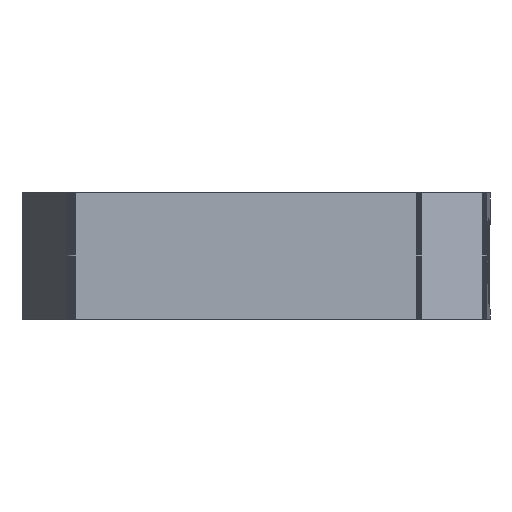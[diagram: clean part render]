
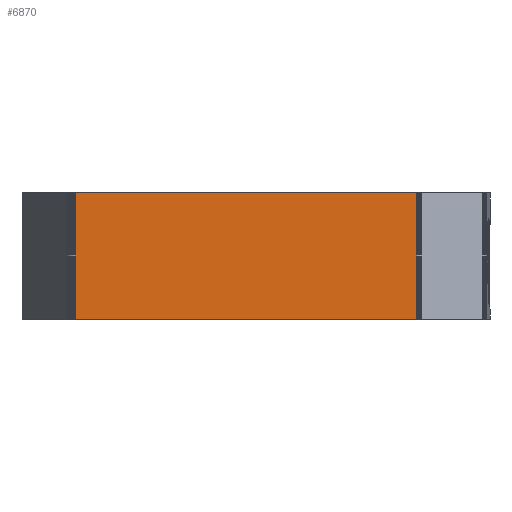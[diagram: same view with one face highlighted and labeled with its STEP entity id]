
A CAD part, left-side view. The second image highlights one B-rep face of the part: STEP entity #6870.
In plain terms, the highlighted free-form (B-spline) face has degree [1, 1] with [2, 2] control points.
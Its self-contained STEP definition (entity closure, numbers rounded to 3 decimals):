
#70 = B_SPLINE_SURFACE_WITH_KNOTS('',1,1,(
    (#71,#72)
    ,(#73,#74
    )),.UNSPECIFIED.,.F.,.F.,.F.,(2,2),(2,2),(-1372.667,
    1361.388),(-729.192,729.863),
  .PIECEWISE_BEZIER_KNOTS.);
#71 = CARTESIAN_POINT('',(90.158,18.427,
    15.));
#72 = CARTESIAN_POINT('',(90.158,55.487,
    15.));
#73 = CARTESIAN_POINT('',(20.713,18.427,
    15.));
#74 = CARTESIAN_POINT('',(20.713,55.487,
    15.));
#123 = B_SPLINE_SURFACE_WITH_KNOTS('',1,1,(
    (#124,#125)
    ,(#126,#127
    )),.UNSPECIFIED.,.F.,.F.,.F.,(2,2),(2,2),(-1372.667,
    1361.388),(-729.192,729.863),
  .PIECEWISE_BEZIER_KNOTS.);
#124 = CARTESIAN_POINT('',(90.158,18.427,5.
    ));
#125 = CARTESIAN_POINT('',(90.158,55.487,5.
    ));
#126 = CARTESIAN_POINT('',(20.713,18.427,5.
    ));
#127 = CARTESIAN_POINT('',(20.713,55.487,5.
    ));
#472 = VERTEX_POINT('',#473);
#473 = CARTESIAN_POINT('',(20.713,24.24,5.
    ));
#486 = B_SPLINE_SURFACE_WITH_KNOTS('',1,1,(
    (#487,#488)
    ,(#489,#490
    )),.UNSPECIFIED.,.F.,.F.,.F.,(2,2),(2,2),(0.,1.938),(
    -196.85,0.),.PIECEWISE_BEZIER_KNOTS.);
#487 = CARTESIAN_POINT('',(20.715,24.19,
    15.));
#488 = CARTESIAN_POINT('',(20.715,24.19,5.)
  );
#489 = CARTESIAN_POINT('',(20.713,24.24,
    15.));
#490 = CARTESIAN_POINT('',(20.713,24.24,5.
    ));
#498 = EDGE_CURVE('',#472,#499,#501,.T.);
#499 = VERTEX_POINT('',#500);
#500 = CARTESIAN_POINT('',(20.713,51.257,5.
    ));
#501 = SURFACE_CURVE('',#502,(#505,#512),.PCURVE_S1.);
#502 = B_SPLINE_CURVE_WITH_KNOTS('',1,(#503,#504),.UNSPECIFIED.,.F.,.F.,
  (2,2),(0.,1063.657),.PIECEWISE_BEZIER_KNOTS.);
#503 = CARTESIAN_POINT('',(20.713,24.24,5.
    ));
#504 = CARTESIAN_POINT('',(20.713,51.257,5.
    ));
#505 = PCURVE('',#123,#506);
#506 = DEFINITIONAL_REPRESENTATION('',(#507),#511);
#507 = B_SPLINE_CURVE_WITH_KNOTS('',2,(#508,#509,#510),.UNSPECIFIED.,.F.
  ,.F.,(3,3),(0.,1063.657),.PIECEWISE_BEZIER_KNOTS.);
#508 = CARTESIAN_POINT('',(1361.388,-500.353));
#509 = CARTESIAN_POINT('',(1361.388,31.475));
#510 = CARTESIAN_POINT('',(1361.388,563.304));
#511 = ( GEOMETRIC_REPRESENTATION_CONTEXT(2) 
PARAMETRIC_REPRESENTATION_CONTEXT() REPRESENTATION_CONTEXT('2D SPACE',''
  ) );
#512 = PCURVE('',#513,#518);
#513 = B_SPLINE_SURFACE_WITH_KNOTS('',1,1,(
    (#514,#515)
    ,(#516,#517
    )),.UNSPECIFIED.,.F.,.F.,.F.,(2,2),(2,2),(0.,1063.657),(
    -196.85,0.),.PIECEWISE_BEZIER_KNOTS.);
#514 = CARTESIAN_POINT('',(20.713,24.24,
    15.));
#515 = CARTESIAN_POINT('',(20.713,24.24,5.
    ));
#516 = CARTESIAN_POINT('',(20.713,51.257,
    15.));
#517 = CARTESIAN_POINT('',(20.713,51.257,5.
    ));
#518 = DEFINITIONAL_REPRESENTATION('',(#519),#523);
#519 = B_SPLINE_CURVE_WITH_KNOTS('',2,(#520,#521,#522),.UNSPECIFIED.,.F.
  ,.F.,(3,3),(0.,1063.657),.PIECEWISE_BEZIER_KNOTS.);
#520 = CARTESIAN_POINT('',(0.,0.));
#521 = CARTESIAN_POINT('',(531.828,0.));
#522 = CARTESIAN_POINT('',(1063.657,0.));
#523 = ( GEOMETRIC_REPRESENTATION_CONTEXT(2) 
PARAMETRIC_REPRESENTATION_CONTEXT() REPRESENTATION_CONTEXT('2D SPACE',''
  ) );
#540 = B_SPLINE_SURFACE_WITH_KNOTS('',1,1,(
    (#541,#542)
    ,(#543,#544
    )),.UNSPECIFIED.,.F.,.F.,.F.,(2,2),(2,2),(0.,1.973),(
    -196.85,0.),.PIECEWISE_BEZIER_KNOTS.);
#541 = CARTESIAN_POINT('',(20.713,51.257,
    15.));
#542 = CARTESIAN_POINT('',(20.713,51.257,5.
    ));
#543 = CARTESIAN_POINT('',(20.715,51.307,
    15.));
#544 = CARTESIAN_POINT('',(20.715,51.307,5.
    ));
#3324 = VERTEX_POINT('',#3325);
#3325 = CARTESIAN_POINT('',(20.713,24.24,
    15.));
#3345 = EDGE_CURVE('',#3324,#3346,#3348,.T.);
#3346 = VERTEX_POINT('',#3347);
#3347 = CARTESIAN_POINT('',(20.713,51.257,
    15.));
#3348 = SURFACE_CURVE('',#3349,(#3352,#3359),.PCURVE_S1.);
#3349 = B_SPLINE_CURVE_WITH_KNOTS('',1,(#3350,#3351),.UNSPECIFIED.,.F.,
  .F.,(2,2),(0.,1063.657),.PIECEWISE_BEZIER_KNOTS.);
#3350 = CARTESIAN_POINT('',(20.713,24.24,
    15.));
#3351 = CARTESIAN_POINT('',(20.713,51.257,
    15.));
#3352 = PCURVE('',#70,#3353);
#3353 = DEFINITIONAL_REPRESENTATION('',(#3354),#3358);
#3354 = B_SPLINE_CURVE_WITH_KNOTS('',2,(#3355,#3356,#3357),
  .UNSPECIFIED.,.F.,.F.,(3,3),(0.,1063.657),
  .PIECEWISE_BEZIER_KNOTS.);
#3355 = CARTESIAN_POINT('',(1361.388,-500.353));
#3356 = CARTESIAN_POINT('',(1361.388,31.475));
#3357 = CARTESIAN_POINT('',(1361.388,563.304));
#3358 = ( GEOMETRIC_REPRESENTATION_CONTEXT(2) 
PARAMETRIC_REPRESENTATION_CONTEXT() REPRESENTATION_CONTEXT('2D SPACE',''
  ) );
#3359 = PCURVE('',#513,#3360);
#3360 = DEFINITIONAL_REPRESENTATION('',(#3361),#3365);
#3361 = B_SPLINE_CURVE_WITH_KNOTS('',2,(#3362,#3363,#3364),
  .UNSPECIFIED.,.F.,.F.,(3,3),(0.,1063.657),
  .PIECEWISE_BEZIER_KNOTS.);
#3362 = CARTESIAN_POINT('',(0.,-196.85));
#3363 = CARTESIAN_POINT('',(531.828,-196.85));
#3364 = CARTESIAN_POINT('',(1063.657,-196.85));
#3365 = ( GEOMETRIC_REPRESENTATION_CONTEXT(2) 
PARAMETRIC_REPRESENTATION_CONTEXT() REPRESENTATION_CONTEXT('2D SPACE',''
  ) );
#6824 = EDGE_CURVE('',#472,#3324,#6825,.T.);
#6825 = SURFACE_CURVE('',#6826,(#6829,#6836),.PCURVE_S1.);
#6826 = B_SPLINE_CURVE_WITH_KNOTS('',1,(#6827,#6828),.UNSPECIFIED.,.F.,
  .F.,(2,2),(0.,196.85),.PIECEWISE_BEZIER_KNOTS.);
#6827 = CARTESIAN_POINT('',(20.713,24.24,
    5.));
#6828 = CARTESIAN_POINT('',(20.713,24.24,
    15.));
#6829 = PCURVE('',#486,#6830);
#6830 = DEFINITIONAL_REPRESENTATION('',(#6831),#6835);
#6831 = B_SPLINE_CURVE_WITH_KNOTS('',2,(#6832,#6833,#6834),
  .UNSPECIFIED.,.F.,.F.,(3,3),(0.,196.85),.PIECEWISE_BEZIER_KNOTS.);
#6832 = CARTESIAN_POINT('',(1.938,0.));
#6833 = CARTESIAN_POINT('',(1.938,-98.425));
#6834 = CARTESIAN_POINT('',(1.938,-196.85));
#6835 = ( GEOMETRIC_REPRESENTATION_CONTEXT(2) 
PARAMETRIC_REPRESENTATION_CONTEXT() REPRESENTATION_CONTEXT('2D SPACE',''
  ) );
#6836 = PCURVE('',#513,#6837);
#6837 = DEFINITIONAL_REPRESENTATION('',(#6838),#6842);
#6838 = B_SPLINE_CURVE_WITH_KNOTS('',2,(#6839,#6840,#6841),
  .UNSPECIFIED.,.F.,.F.,(3,3),(0.,196.85),.PIECEWISE_BEZIER_KNOTS.);
#6839 = CARTESIAN_POINT('',(0.,0.));
#6840 = CARTESIAN_POINT('',(0.,-98.425));
#6841 = CARTESIAN_POINT('',(0.,-196.85));
#6842 = ( GEOMETRIC_REPRESENTATION_CONTEXT(2) 
PARAMETRIC_REPRESENTATION_CONTEXT() REPRESENTATION_CONTEXT('2D SPACE',''
  ) );
#6870 = ADVANCED_FACE('',(#6871),#513,.T.);
#6871 = FACE_BOUND('',#6872,.T.);
#6872 = EDGE_LOOP('',(#6873,#6874,#6875,#6895));
#6873 = ORIENTED_EDGE('',*,*,#6824,.T.);
#6874 = ORIENTED_EDGE('',*,*,#3345,.T.);
#6875 = ORIENTED_EDGE('',*,*,#6876,.F.);
#6876 = EDGE_CURVE('',#499,#3346,#6877,.T.);
#6877 = SURFACE_CURVE('',#6878,(#6881,#6888),.PCURVE_S1.);
#6878 = B_SPLINE_CURVE_WITH_KNOTS('',1,(#6879,#6880),.UNSPECIFIED.,.F.,
  .F.,(2,2),(0.,196.85),.PIECEWISE_BEZIER_KNOTS.);
#6879 = CARTESIAN_POINT('',(20.713,51.257,
    5.));
#6880 = CARTESIAN_POINT('',(20.713,51.257,
    15.));
#6881 = PCURVE('',#513,#6882);
#6882 = DEFINITIONAL_REPRESENTATION('',(#6883),#6887);
#6883 = B_SPLINE_CURVE_WITH_KNOTS('',2,(#6884,#6885,#6886),
  .UNSPECIFIED.,.F.,.F.,(3,3),(0.,196.85),.PIECEWISE_BEZIER_KNOTS.);
#6884 = CARTESIAN_POINT('',(1063.657,0.));
#6885 = CARTESIAN_POINT('',(1063.657,-98.425));
#6886 = CARTESIAN_POINT('',(1063.657,-196.85));
#6887 = ( GEOMETRIC_REPRESENTATION_CONTEXT(2) 
PARAMETRIC_REPRESENTATION_CONTEXT() REPRESENTATION_CONTEXT('2D SPACE',''
  ) );
#6888 = PCURVE('',#540,#6889);
#6889 = DEFINITIONAL_REPRESENTATION('',(#6890),#6894);
#6890 = B_SPLINE_CURVE_WITH_KNOTS('',2,(#6891,#6892,#6893),
  .UNSPECIFIED.,.F.,.F.,(3,3),(0.,196.85),.PIECEWISE_BEZIER_KNOTS.);
#6891 = CARTESIAN_POINT('',(0.,0.));
#6892 = CARTESIAN_POINT('',(0.,-98.425));
#6893 = CARTESIAN_POINT('',(0.,-196.85));
#6894 = ( GEOMETRIC_REPRESENTATION_CONTEXT(2) 
PARAMETRIC_REPRESENTATION_CONTEXT() REPRESENTATION_CONTEXT('2D SPACE',''
  ) );
#6895 = ORIENTED_EDGE('',*,*,#498,.F.);
